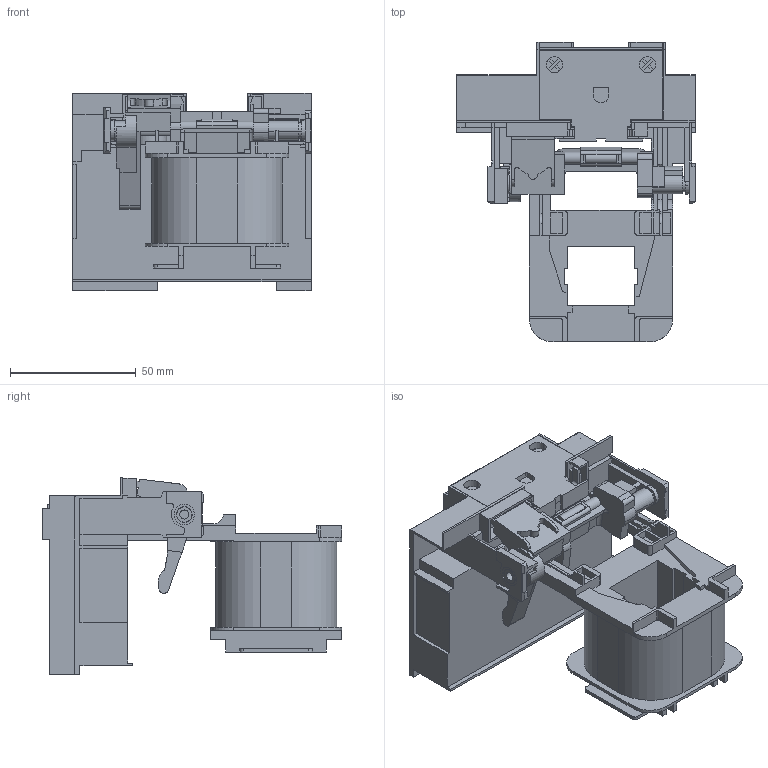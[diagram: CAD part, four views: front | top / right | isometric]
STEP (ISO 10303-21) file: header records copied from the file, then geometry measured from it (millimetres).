
FILE_DESCRIPTION(('STEP AP214'),'1');
FILE_NAME('cctmp_BA6D9ED0-D8EC-4331-AC1C-EB2F51ED4B6D_2023_07_24_18_53_44_0237..stp','2023-07-24T16:53:44',('SIEMENS A&D'),('CADClick - www.CADClick.com'),'Spatial InterOp 3D postprocessed',' ','unknown authorization');
FILE_SCHEMA(('AUTOMOTIVE_DESIGN'));
Length unit declared in the file: millimetre
Products named in the file (1): 2023_07_24_18_53_44_0190
Bounding box: 94.9 x 119.1 x 78.5 mm (x, y, z)
Volume: 214955.1 mm3; surface area: 77542 mm2
Topology: 1 solids, 2 shells, 739 faces, 2126 edges, 1404 vertices
Faces by surface type: plane 574, cylinder 165
Entity records: 26404 total; most frequent: CARTESIAN_POINT 4406, ORIENTED_EDGE 4252, DIRECTION 3943, EDGE_CURVE 2126, LINE 1757, VECTOR 1757, VERTEX_POINT 1404, AXIS2_PLACEMENT_3D 1093
